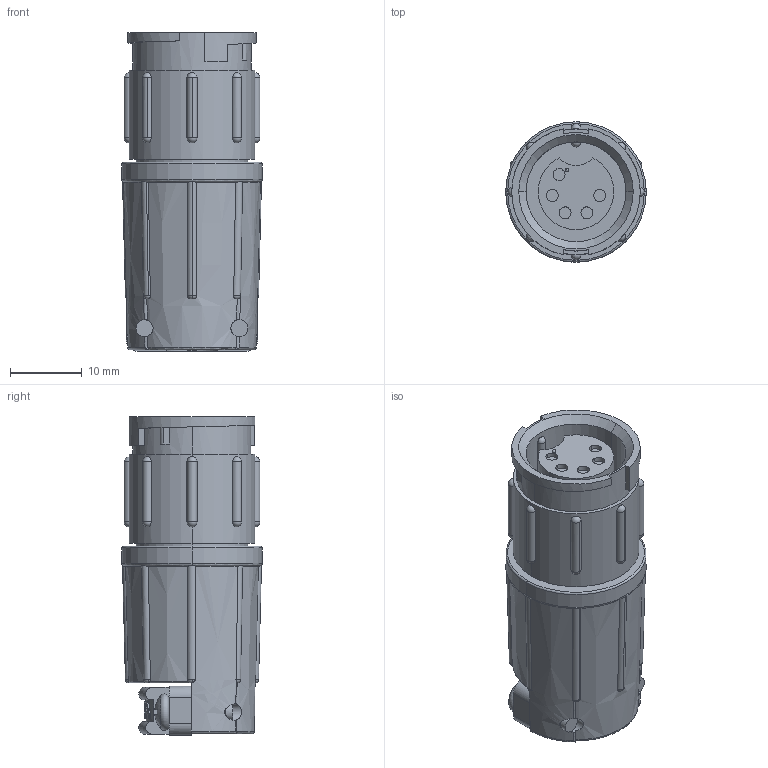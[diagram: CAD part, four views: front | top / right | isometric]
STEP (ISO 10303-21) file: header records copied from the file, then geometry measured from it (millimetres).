
FILE_DESCRIPTION (( 'STEP AP203' ), '1' );
FILE_NAME ('5282-5SG-521.STEP', '2013-10-16T18:24:59', ( 'J0FPBF1' ), ( '' ), 'SwSTEP 2.0', 'SolidWorks 2012', '' );
FILE_SCHEMA (( 'CONFIG_CONTROL_DESIGN' ));
Length unit declared in the file: inch
Products named in the file (1): 5282-5SG-521
Bounding box: 19.56 x 19.56 x 44.4 mm (x, y, z)
Volume: 9746.2 mm3; surface area: 4466.1 mm2
Topology: 1 solids, 1 shells, 302 faces, 853 edges, 553 vertices
Faces by surface type: plane 124, cylinder 85, torus 34, bspline 26, sphere 21, cone 12
Entity records: 12299 total; most frequent: CARTESIAN_POINT 5051, ORIENTED_EDGE 1626, DIRECTION 1372, EDGE_CURVE 813, AXIS2_PLACEMENT_3D 548, VERTEX_POINT 536, EDGE_LOOP 327, ADVANCED_FACE 302
